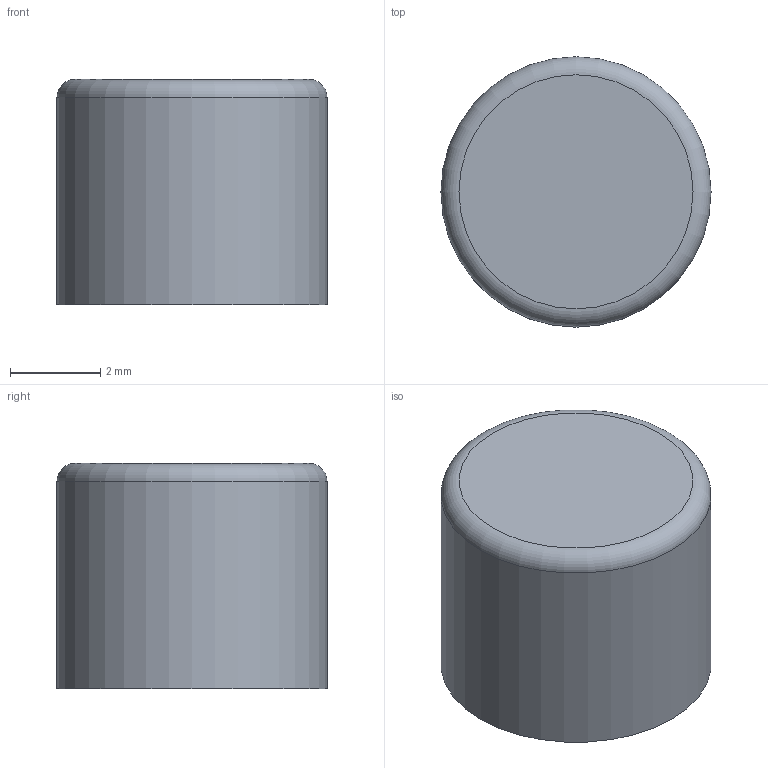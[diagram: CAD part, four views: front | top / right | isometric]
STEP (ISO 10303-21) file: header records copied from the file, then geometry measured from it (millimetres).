
FILE_DESCRIPTION(('HOOPS Exchange Step'),'2;1');
FILE_NAME('temp_export','2023-06-24T11:44:53+08:00',('nicholas'),('Shapr3D Limited'),'HOOPS Exchange 2022.2','Shapr3D','Authorized');
FILE_SCHEMA( ('AUTOMOTIVE_DESIGN { 1 0 10303 214 1 1 1 1 }') );
Length unit declared in the file: millimetre
Products named in the file (1): root
Bounding box: 6 x 6 x 5 mm (x, y, z)
Volume: 140.7 mm3; surface area: 147.5 mm2
Topology: 1 solids, 1 shells, 4 faces, 7 edges, 5 vertices
Faces by surface type: plane 2, cylinder 1, torus 1
Full cylindrical faces by diameter (mm): 6 x1
Entity records: 129 total; most frequent: DIRECTION 23, CARTESIAN_POINT 17, ORIENTED_EDGE 14, AXIS2_PLACEMENT_3D 11, EDGE_CURVE 7, CIRCLE 6, VERTEX_POINT 5, EDGE_LOOP 4
